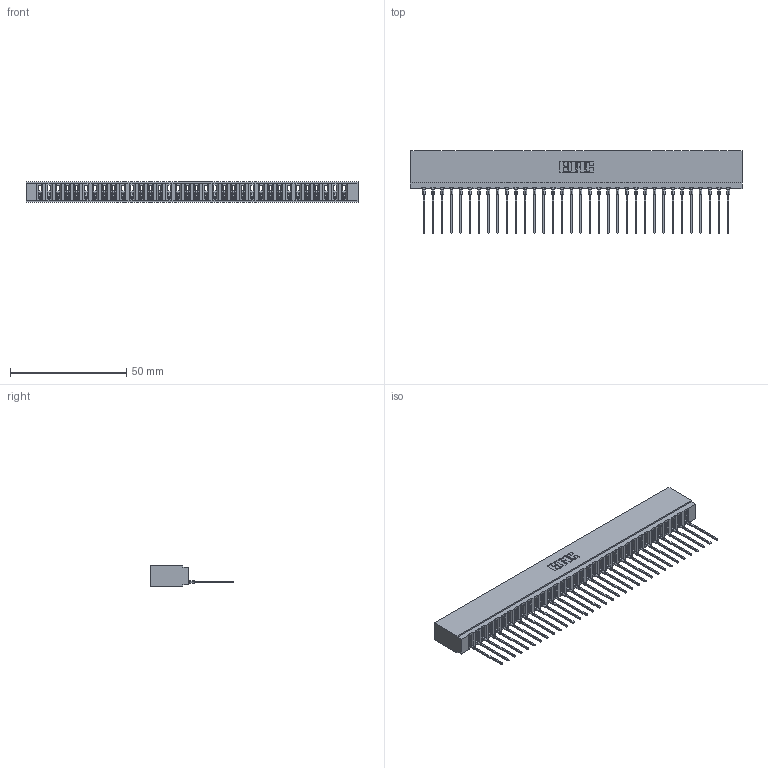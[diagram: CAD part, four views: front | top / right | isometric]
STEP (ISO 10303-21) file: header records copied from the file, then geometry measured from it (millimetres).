
FILE_DESCRIPTION (( 'STEP AP203' ), '1' );
FILE_NAME ('737-034-541-101.STEP', '2026-02-24T23:31:09', ( '' ), ( '' ), 'SwSTEP 2.0', 'SolidWorks 2023', '' );
FILE_SCHEMA (( 'CONFIG_CONTROL_DESIGN' ));
Length unit declared in the file: millimetre
Products named in the file (3): 745-292-001_541; 737 Part_Insulator Option - 01; 737-034-541-101
Assembly tree (35 placements, depth 2):
  737-034-541-101
    737 Part_Insulator Option - 01
    745-292-001_541  x34
Bounding box: 142.6 x 35.45 x 8.89 mm (x, y, z)
Volume: 13916.9 mm3; surface area: 19599.8 mm2
Topology: 35 solids, 35 shells, 3936 faces, 10829 edges, 6834 vertices
Faces by surface type: plane 2366, cylinder 686, bspline 680, torus 204
Entity records: 58333 total; most frequent: CARTESIAN_POINT 10787, ORIENTED_EDGE 10240, DIRECTION 8876, EDGE_CURVE 5120, VECTOR 4734, LINE 4734, VERTEX_POINT 3270, AXIS2_PLACEMENT_3D 2071
